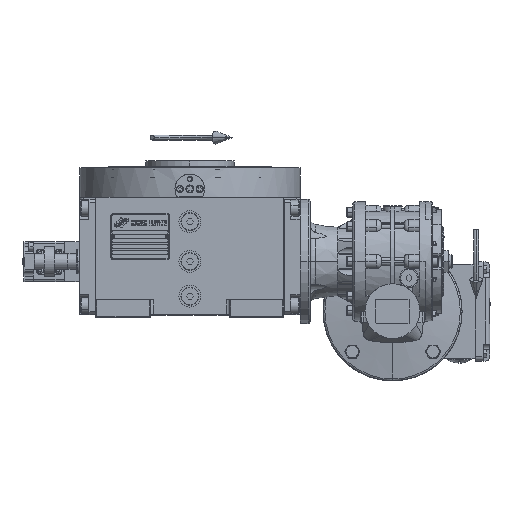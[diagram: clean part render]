
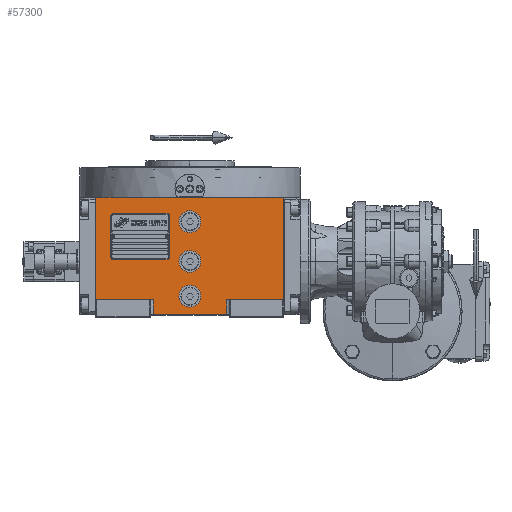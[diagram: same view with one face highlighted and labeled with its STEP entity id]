
A CAD part, top view. The second image highlights one B-rep face of the part: STEP entity #57300.
In plain terms, the highlighted planar face has unit normal (0, 0, 1).
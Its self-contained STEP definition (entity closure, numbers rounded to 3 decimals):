
#2 = DIRECTION ( 'NONE',  ( 1., 0., 0. ) ) ;
#1619 = EDGE_CURVE ( 'NONE', #23519, #76873, #46485, .T. ) ;
#1756 = CIRCLE ( 'NONE', #9271, 11. ) ;
#1914 = EDGE_LOOP ( 'NONE', ( #50221, #150765, #76567, #105256, #8001, #133221, #140101, #18289 ) ) ;
#4087 = EDGE_CURVE ( 'NONE', #23519, #9320, #122092, .T. ) ;
#5757 = VECTOR ( 'NONE', #108217, 1000. ) ;
#7793 = PLANE ( 'NONE',  #96545 ) ;
#8001 = ORIENTED_EDGE ( 'NONE', *, *, #38289, .F. ) ;
#8060 = CARTESIAN_POINT ( 'NONE',  ( 11., -35., 163.5 ) ) ;
#9271 = AXIS2_PLACEMENT_3D ( 'NONE', #100338, #16745, #111211 ) ;
#9320 = VERTEX_POINT ( 'NONE', #77091 ) ;
#10659 = AXIS2_PLACEMENT_3D ( 'NONE', #119218, #27790, #27035 ) ;
#11030 = ORIENTED_EDGE ( 'NONE', *, *, #138296, .F. ) ;
#16745 = DIRECTION ( 'NONE',  ( 0., 0., 1. ) ) ;
#18035 = CARTESIAN_POINT ( 'NONE',  ( -11., -35., 163.5 ) ) ;
#18289 = ORIENTED_EDGE ( 'NONE', *, *, #148787, .F. ) ;
#19316 = EDGE_LOOP ( 'NONE', ( #26529, #142808 ) ) ;
#20595 = AXIS2_PLACEMENT_3D ( 'NONE', #140529, #33691, #94069 ) ;
#21073 = DIRECTION ( 'NONE',  ( 0., 0., 1. ) ) ;
#21439 = EDGE_CURVE ( 'NONE', #75478, #138299, #104199, .T. ) ;
#21890 = VERTEX_POINT ( 'NONE', #87060 ) ;
#22621 = EDGE_LOOP ( 'NONE', ( #11030, #85228 ) ) ;
#23442 = LINE ( 'NONE', #95442, #39857 ) ;
#23519 = VERTEX_POINT ( 'NONE', #41727 ) ;
#26529 = ORIENTED_EDGE ( 'NONE', *, *, #68828, .F. ) ;
#27035 = DIRECTION ( 'NONE',  ( -1., 0., 0. ) ) ;
#27143 = VERTEX_POINT ( 'NONE', #107556 ) ;
#27790 = DIRECTION ( 'NONE',  ( 0., 0., 1. ) ) ;
#28092 = VECTOR ( 'NONE', #123603, 1000. ) ;
#28470 = DIRECTION ( 'NONE',  ( 1., 0., 0. ) ) ;
#31152 = DIRECTION ( 'NONE',  ( 0., -1., 0. ) ) ;
#31409 = DIRECTION ( 'NONE',  ( -1., 0., 0. ) ) ;
#31663 = DIRECTION ( 'NONE',  ( 1., 0., 0. ) ) ;
#32160 = DIRECTION ( 'NONE',  ( 0., 1., 0. ) ) ;
#32161 = CARTESIAN_POINT ( 'NONE',  ( 0., 40., 163.5 ) ) ;
#33691 = DIRECTION ( 'NONE',  ( 0., 0., 1. ) ) ;
#35175 = VECTOR ( 'NONE', #68565, 1000. ) ;
#35257 = AXIS2_PLACEMENT_3D ( 'NONE', #32161, #138997, #31409 ) ;
#37965 = EDGE_CURVE ( 'NONE', #27143, #118907, #82353, .T. ) ;
#38289 = EDGE_CURVE ( 'NONE', #9320, #21890, #38478, .T. ) ;
#38478 = LINE ( 'NONE', #85732, #5757 ) ;
#39857 = VECTOR ( 'NONE', #32160, 1000. ) ;
#41506 = CARTESIAN_POINT ( 'NONE',  ( -94.5, -38.5, 163.5 ) ) ;
#41727 = CARTESIAN_POINT ( 'NONE',  ( -94.5, -38.5, 163.5 ) ) ;
#41732 = CIRCLE ( 'NONE', #125825, 11. ) ;
#42020 = CARTESIAN_POINT ( 'NONE',  ( 37., -38.5, 163.5 ) ) ;
#43781 = CARTESIAN_POINT ( 'NONE',  ( -11., 40., 163.5 ) ) ;
#44081 = EDGE_CURVE ( 'NONE', #70014, #93127, #121740, .T. ) ;
#44259 = CIRCLE ( 'NONE', #128274, 11. ) ;
#46471 = CARTESIAN_POINT ( 'NONE',  ( -94.5, -53.5, 163.5 ) ) ;
#46485 = LINE ( 'NONE', #118486, #90799 ) ;
#49327 = VERTEX_POINT ( 'NONE', #8060 ) ;
#50221 = ORIENTED_EDGE ( 'NONE', *, *, #21439, .T. ) ;
#52756 = CIRCLE ( 'NONE', #20595, 11. ) ;
#54888 = CARTESIAN_POINT ( 'NONE',  ( 11., 40., 163.5 ) ) ;
#55049 = ORIENTED_EDGE ( 'NONE', *, *, #110332, .F. ) ;
#57300 = ADVANCED_FACE ( 'NONE', ( #58091, #105331, #152552, #113863 ), #7793, .T. ) ;
#58091 = FACE_BOUND ( 'NONE', #117286, .T. ) ;
#62822 = VECTOR ( 'NONE', #31152, 1000. ) ;
#68565 = DIRECTION ( 'NONE',  ( 1., 0., 0. ) ) ;
#68828 = EDGE_CURVE ( 'NONE', #49327, #132091, #1756, .T. ) ;
#70014 = VERTEX_POINT ( 'NONE', #43781 ) ;
#71621 = VECTOR ( 'NONE', #112002, 1000. ) ;
#75478 = VERTEX_POINT ( 'NONE', #126697 ) ;
#76373 = CARTESIAN_POINT ( 'NONE',  ( 94.5, -38.5, 163.5 ) ) ;
#76567 = ORIENTED_EDGE ( 'NONE', *, *, #83751, .T. ) ;
#76873 = VERTEX_POINT ( 'NONE', #90993 ) ;
#77091 = CARTESIAN_POINT ( 'NONE',  ( -94.5, 64.5, 163.5 ) ) ;
#77590 = DIRECTION ( 'NONE',  ( -1., 0., 0. ) ) ;
#81183 = CARTESIAN_POINT ( 'NONE',  ( 94.5, -38.5, 163.5 ) ) ;
#82353 = CIRCLE ( 'NONE', #10659, 11. ) ;
#83751 = EDGE_CURVE ( 'NONE', #143397, #106718, #123117, .T. ) ;
#85228 = ORIENTED_EDGE ( 'NONE', *, *, #44081, .F. ) ;
#85732 = CARTESIAN_POINT ( 'NONE',  ( -94.5, 64.5, 163.5 ) ) ;
#87060 = CARTESIAN_POINT ( 'NONE',  ( 94.5, 64.5, 163.5 ) ) ;
#88865 = CARTESIAN_POINT ( 'NONE',  ( 0., 0., 163.5 ) ) ;
#89780 = CARTESIAN_POINT ( 'NONE',  ( 37., -38.5, 163.5 ) ) ;
#90208 = CARTESIAN_POINT ( 'NONE',  ( 11., 0., 163.5 ) ) ;
#90799 = VECTOR ( 'NONE', #2, 1000. ) ;
#90807 = EDGE_CURVE ( 'NONE', #106718, #21890, #101887, .T. ) ;
#90993 = CARTESIAN_POINT ( 'NONE',  ( -37., -38.5, 163.5 ) ) ;
#93127 = VERTEX_POINT ( 'NONE', #54888 ) ;
#94069 = DIRECTION ( 'NONE',  ( 1., 0., 0. ) ) ;
#95442 = CARTESIAN_POINT ( 'NONE',  ( -37., -53.5, 163.5 ) ) ;
#96545 = AXIS2_PLACEMENT_3D ( 'NONE', #46471, #102265, #149480 ) ;
#98379 = CARTESIAN_POINT ( 'NONE',  ( 37., -38.5, 163.5 ) ) ;
#99359 = LINE ( 'NONE', #42020, #62822 ) ;
#100338 = CARTESIAN_POINT ( 'NONE',  ( 0., -35., 163.5 ) ) ;
#101887 = LINE ( 'NONE', #76373, #71621 ) ;
#102265 = DIRECTION ( 'NONE',  ( 0., 0., 1. ) ) ;
#104199 = LINE ( 'NONE', #141281, #35175 ) ;
#105256 = ORIENTED_EDGE ( 'NONE', *, *, #90807, .T. ) ;
#105331 = FACE_BOUND ( 'NONE', #19316, .T. ) ;
#106718 = VERTEX_POINT ( 'NONE', #81183 ) ;
#107556 = CARTESIAN_POINT ( 'NONE',  ( -11., 0., 163.5 ) ) ;
#108217 = DIRECTION ( 'NONE',  ( 1., 0., 0. ) ) ;
#110332 = EDGE_CURVE ( 'NONE', #118907, #27143, #41732, .T. ) ;
#110574 = EDGE_CURVE ( 'NONE', #132091, #49327, #44259, .T. ) ;
#111211 = DIRECTION ( 'NONE',  ( 1., 0., 0. ) ) ;
#112002 = DIRECTION ( 'NONE',  ( 0., 1., 0. ) ) ;
#113863 = FACE_OUTER_BOUND ( 'NONE', #1914, .T. ) ;
#117286 = EDGE_LOOP ( 'NONE', ( #55049, #118651 ) ) ;
#118486 = CARTESIAN_POINT ( 'NONE',  ( -94.5, -38.5, 163.5 ) ) ;
#118651 = ORIENTED_EDGE ( 'NONE', *, *, #37965, .F. ) ;
#118907 = VERTEX_POINT ( 'NONE', #90208 ) ;
#119218 = CARTESIAN_POINT ( 'NONE',  ( 0., 0., 163.5 ) ) ;
#121740 = CIRCLE ( 'NONE', #35257, 11. ) ;
#122092 = LINE ( 'NONE', #41506, #28092 ) ;
#123117 = LINE ( 'NONE', #89780, #134873 ) ;
#123603 = DIRECTION ( 'NONE',  ( 0., 1., 0. ) ) ;
#125612 = CARTESIAN_POINT ( 'NONE',  ( 0., -35., 163.5 ) ) ;
#125825 = AXIS2_PLACEMENT_3D ( 'NONE', #88865, #136817, #28470 ) ;
#126697 = CARTESIAN_POINT ( 'NONE',  ( -37., -53.5, 163.5 ) ) ;
#128274 = AXIS2_PLACEMENT_3D ( 'NONE', #125612, #21073, #77590 ) ;
#132091 = VERTEX_POINT ( 'NONE', #18035 ) ;
#133221 = ORIENTED_EDGE ( 'NONE', *, *, #4087, .F. ) ;
#134873 = VECTOR ( 'NONE', #31663, 1000. ) ;
#136817 = DIRECTION ( 'NONE',  ( 0., 0., 1. ) ) ;
#138296 = EDGE_CURVE ( 'NONE', #93127, #70014, #52756, .T. ) ;
#138299 = VERTEX_POINT ( 'NONE', #151119 ) ;
#138997 = DIRECTION ( 'NONE',  ( 0., 0., 1. ) ) ;
#139512 = EDGE_CURVE ( 'NONE', #143397, #138299, #99359, .T. ) ;
#140101 = ORIENTED_EDGE ( 'NONE', *, *, #1619, .T. ) ;
#140529 = CARTESIAN_POINT ( 'NONE',  ( 0., 40., 163.5 ) ) ;
#141281 = CARTESIAN_POINT ( 'NONE',  ( -37., -53.5, 163.5 ) ) ;
#142808 = ORIENTED_EDGE ( 'NONE', *, *, #110574, .F. ) ;
#143397 = VERTEX_POINT ( 'NONE', #98379 ) ;
#148787 = EDGE_CURVE ( 'NONE', #75478, #76873, #23442, .T. ) ;
#149480 = DIRECTION ( 'NONE',  ( 1., 0., 0. ) ) ;
#150765 = ORIENTED_EDGE ( 'NONE', *, *, #139512, .F. ) ;
#151119 = CARTESIAN_POINT ( 'NONE',  ( 37., -53.5, 163.5 ) ) ;
#152552 = FACE_BOUND ( 'NONE', #22621, .T. ) ;
